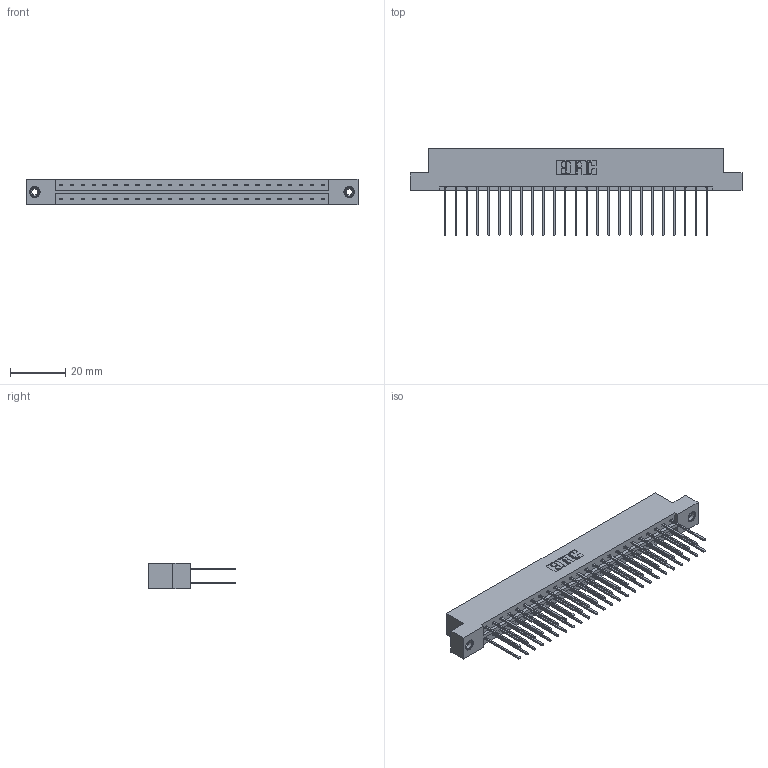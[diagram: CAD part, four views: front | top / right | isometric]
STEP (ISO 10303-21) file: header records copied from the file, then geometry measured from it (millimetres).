
FILE_DESCRIPTION (( 'STEP AP203' ), '1' );
FILE_NAME ('333-050-542-208.STEP', '2018-08-04T01:03:02', ( '' ), ( '' ), 'SwSTEP 2.0', 'SolidWorks 2016', '' );
FILE_SCHEMA (( 'CONFIG_CONTROL_DESIGN' ));
Length unit declared in the file: inch
Products named in the file (4): 333 Part_Flush - .156 Dia - TI; 345-292-001_345-293-142; 345-250-001_345-250-003-102; 333-050-542-208
Assembly tree (53 placements, depth 2):
  333-050-542-208
    333 Part_Flush - .156 Dia - TI
    345-292-001_345-293-142  x50
    345-250-001_345-250-003-102  x2
Bounding box: 120.6 x 31.63 x 9.4 mm (x, y, z)
Volume: 12380.1 mm3; surface area: 15628.7 mm2
Topology: 53 solids, 53 shells, 2774 faces, 8197 edges, 5390 vertices
Faces by surface type: plane 1902, cylinder 856, cone 12, torus 4
Entity records: 19486 total; most frequent: CARTESIAN_POINT 3233, ORIENTED_EDGE 3162, DIRECTION 2823, EDGE_CURVE 1581, VECTOR 1433, LINE 1433, VERTEX_POINT 1048, AXIS2_PLACEMENT_3D 695
